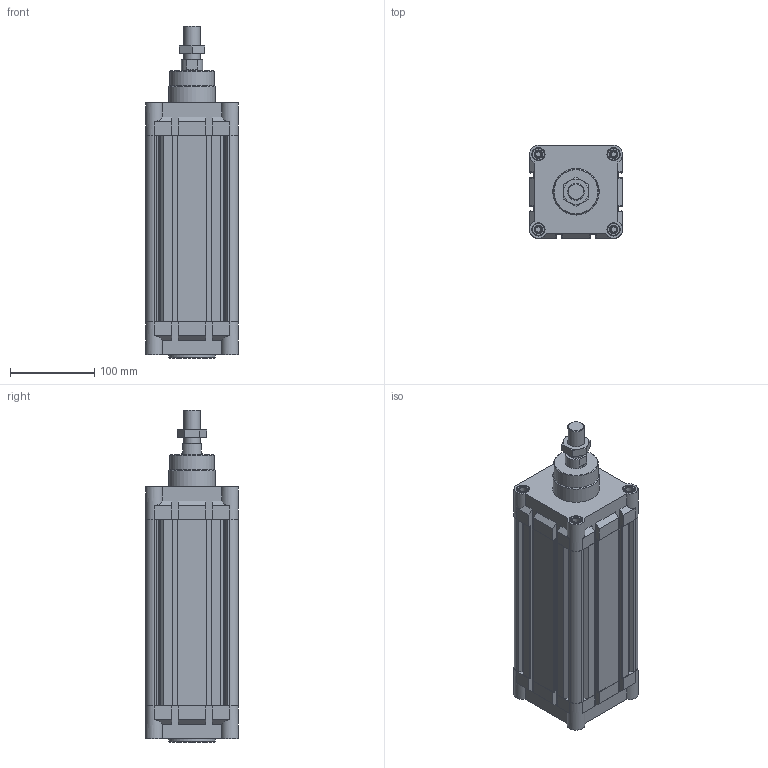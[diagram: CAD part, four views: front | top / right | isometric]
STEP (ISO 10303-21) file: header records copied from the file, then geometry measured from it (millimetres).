
FILE_DESCRIPTION(/* description */ ('STEP AP214'),/* implementation_level */ '2;1');
FILE_NAME(/* name */ '163471_DNC-100-160-PPV-A',/* time_stamp */ '2024-08-20T15:16:59+02:00',/* author */ ('License CC BY-ND 4.0'),/* organization */ ('CADENAS'),/* preprocessor_version */ 'ST-DEVELOPER v19.3',/* originating_system */ 'PARTsolutions',/* authorisation */ ' ');
FILE_SCHEMA (('AUTOMOTIVE_DESIGN {1 0 10303 214 3 1 1}'));
Length unit declared in the file: millimetre
Products named in the file (4): 163471 DNC-100-160-PPV-A---(asm_0); 163471 DNC-100-160---(ZR); DNC-100-160---(KS); DIN-439-B - M20x1.5(F)
Assembly tree (3 placements, depth 2):
  163471 DNC-100-160-PPV-A---(asm_0)
    163471 DNC-100-160---(ZR)
    DNC-100-160---(KS)
    DIN-439-B - M20x1.5(F)
Bounding box: 110 x 110 x 393 mm (x, y, z)
Volume: 2319846.7 mm3; surface area: 331383 mm2
Topology: 3 solids, 3 shells, 466 faces, 1211 edges, 787 vertices
Faces by surface type: plane 292, cylinder 131, cone 43
Full cylindrical faces by diameter (mm): 4.917 x2, 8.376 x8, 12 x2, 15 x8, 15.8 x8, 18.376 x1, 18.631 x2, 20 x1, 25 x2, 53 x1, 55 x2, 100 x2
Entity records: 13998 total; most frequent: CARTESIAN_POINT 2722, DIRECTION 2308, ORIENTED_EDGE 2238, EDGE_CURVE 1119, AXIS2_PLACEMENT_3D 787, VERTEX_POINT 773, LINE 734, VECTOR 734
